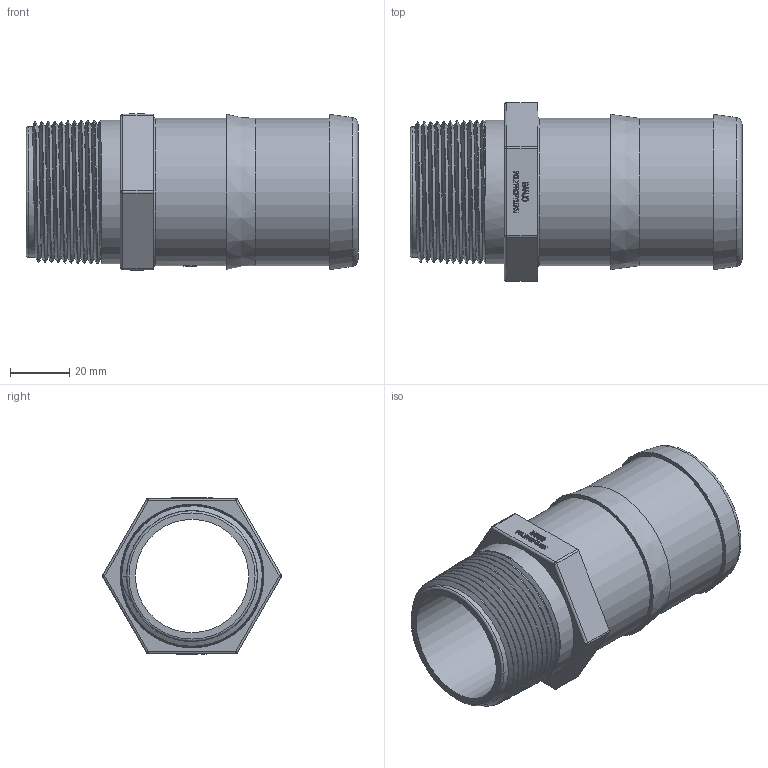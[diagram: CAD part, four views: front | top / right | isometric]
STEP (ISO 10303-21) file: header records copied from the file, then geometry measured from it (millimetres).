
FILE_DESCRIPTION(/* description */ ('1 1/2" NPT THREAD X 2" HOSE BARB'),/* implementation_level */ '2;1');
FILE_NAME(/* name */ 'HB150-200.stp',/* time_stamp */ '2013-12-17T10:37:34-05:00',/* author */ ('DCerny'),/* organization */ (''),/* preprocessor_version */ 'ST-DEVELOPER v15.2',/* originating_system */ 'Autodesk Inventor 2014',/* authorisation */ '');
FILE_SCHEMA (('AUTOMOTIVE_DESIGN { 1 0 10303 214 3 1 1 }'));
Length unit declared in the file: inch
Products named in the file (1): HB150-200
Bounding box: 111.76 x 60.18 x 52.83 mm (x, y, z)
Volume: 87804.6 mm3; surface area: 36054.5 mm2
Topology: 1 solids, 1 shells, 393 faces, 1024 edges, 674 vertices
Faces by surface type: plane 233, bspline 113, cylinder 23, cone 15, sphere 6, torus 3
Full cylindrical faces by diameter (mm): 38.1 x1, 48.26 x3, 49.53 x2
Entity records: 14278 total; most frequent: CARTESIAN_POINT 5719, ORIENTED_EDGE 1950, DIRECTION 1347, EDGE_CURVE 975, LINE 675, VECTOR 675, VERTEX_POINT 648, EDGE_LOOP 433
